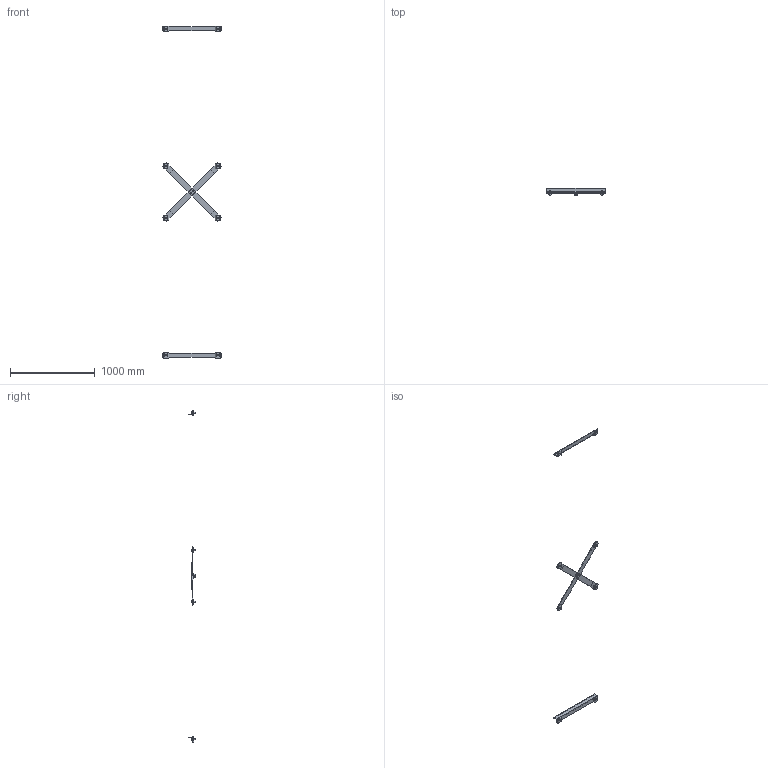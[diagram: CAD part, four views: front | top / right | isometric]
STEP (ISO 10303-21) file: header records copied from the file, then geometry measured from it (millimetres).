
FILE_DESCRIPTION(/* description */ ('ETA-8/5 "X" BRACE ASSY FOR BRIDGE SPAN 24, AND RUNWAY SPANS LESS THAN 14'' '),/* implementation_level */ '2;1');
FILE_NAME(/* name */ '25940.stp',/* time_stamp */ '2021-08-25T10:08:17-04:00',/* author */ ('KAPHW'),/* organization */ (''),/* preprocessor_version */ 'ST-DEVELOPER v17.2',/* originating_system */ 'Autodesk Inventor 2019',/* authorisation */ '');
FILE_SCHEMA (('AUTOMOTIVE_DESIGN { 1 0 10303 214 3 1 1 }'));
Length unit declared in the file: inch
Products named in the file (15): 25940; ETA-8-XY-PARAMETERS; 25493; TOP CROSS BRACE; BOTTOM CROSS BRACE; 51735; 52441; 53040; 25495; ETA STRAIGHT BRACE ANGLE; ETA8-5-25080-ASM; 25080; 52510; 53060; 51790
Assembly tree (23 placements, depth 4):
  25940
    ETA-8-XY-PARAMETERS
    25493
      TOP CROSS BRACE
      BOTTOM CROSS BRACE
      51735  x2
      52441  x2
      53040  x2
      ETA8-5-25080-ASM  x4
        25080
        52510
        53060
        51790
    25495  x2
      ETA STRAIGHT BRACE ANGLE
      ETA8-5-25080-ASM
        25080
        52510
        53060
        51790
Bounding box: 690.42 x 84.54 x 3924.3 mm (x, y, z)
Volume: 1974785 mm3; surface area: 653250.1 mm2
Topology: 42 solids, 42 shells, 464 faces, 1076 edges, 706 vertices
Faces by surface type: plane 258, cylinder 108, cone 88, torus 10
Full cylindrical faces by diameter (mm): 8.376 x2, 10 x2, 10.109 x8, 10.312 x2, 10.319 x4, 12 x8, 13.487 x8, 13.494 x8, 13.6 x2, 20.625 x2, 26.975 x8
Entity records: 4776 total; most frequent: CARTESIAN_POINT 826, DIRECTION 785, ORIENTED_EDGE 682, EDGE_CURVE 341, AXIS2_PLACEMENT_3D 311, VERTEX_POINT 226, EDGE_LOOP 167, LINE 163
